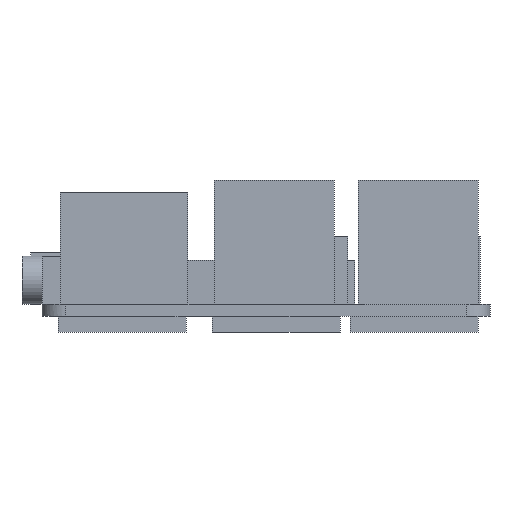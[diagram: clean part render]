
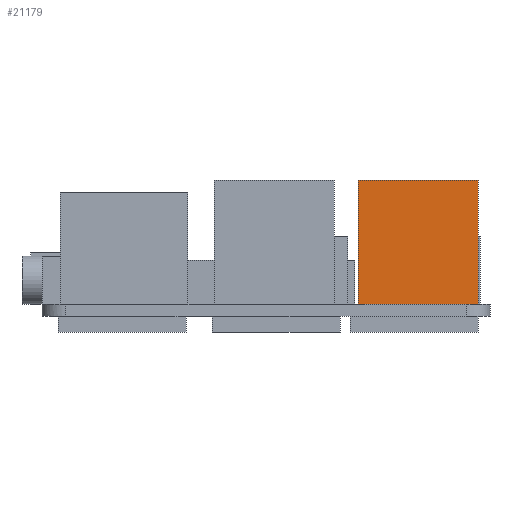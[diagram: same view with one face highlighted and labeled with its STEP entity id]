
A CAD part, front view. The second image highlights one B-rep face of the part: STEP entity #21179.
In plain terms, the highlighted planar face has unit normal (0, -1, 0).
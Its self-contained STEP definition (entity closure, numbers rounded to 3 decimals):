
#2955=FACE_OUTER_BOUND('',#4161,.T.);
#4161=EDGE_LOOP('',(#18934,#18935,#18936,#18937));
#5859=LINE('',#38388,#7778);
#6004=LINE('',#40112,#7923);
#6006=LINE('',#40117,#7925);
#6008=LINE('',#40120,#7927);
#7778=VECTOR('',#24331,10.);
#7923=VECTOR('',#24534,10.);
#7925=VECTOR('',#24540,10.);
#7927=VECTOR('',#24544,10.);
#9836=VERTEX_POINT('',#38385);
#9837=VERTEX_POINT('',#38387);
#10027=VERTEX_POINT('',#40110);
#10028=VERTEX_POINT('',#40116);
#12771=EDGE_CURVE('',#9836,#9837,#5859,.T.);
#13052=EDGE_CURVE('',#10027,#9836,#6004,.T.);
#13054=EDGE_CURVE('',#10028,#9837,#6006,.T.);
#13056=EDGE_CURVE('',#10028,#10027,#6008,.T.);
#18934=ORIENTED_EDGE('',*,*,#13056,.F.);
#18935=ORIENTED_EDGE('',*,*,#13054,.T.);
#18936=ORIENTED_EDGE('',*,*,#12771,.F.);
#18937=ORIENTED_EDGE('',*,*,#13052,.F.);
#20088=PLANE('',#21785);
#21179=ADVANCED_FACE('',(#2955),#20088,.T.);
#21785=AXIS2_PLACEMENT_3D('',#40119,#24542,#24543);
#24331=DIRECTION('',(1.,0.,0.));
#24534=DIRECTION('',(0.,0.,1.));
#24540=DIRECTION('',(0.,0.,1.));
#24542=DIRECTION('center_axis',(0.,-1.,0.));
#24543=DIRECTION('ref_axis',(1.,0.,0.));
#24544=DIRECTION('',(-1.,0.,0.));
#38385=CARTESIAN_POINT('',(11.5,-44.5,17.));
#38387=CARTESIAN_POINT('',(26.5,-44.5,17.));
#38388=CARTESIAN_POINT('',(26.5,-44.5,17.));
#40110=CARTESIAN_POINT('',(11.5,-44.5,1.5));
#40112=CARTESIAN_POINT('',(11.5,-44.5,1.5));
#40116=CARTESIAN_POINT('',(26.5,-44.5,1.5));
#40117=CARTESIAN_POINT('',(26.5,-44.5,1.5));
#40119=CARTESIAN_POINT('Origin',(11.5,-44.5,1.5));
#40120=CARTESIAN_POINT('',(26.5,-44.5,1.5));
